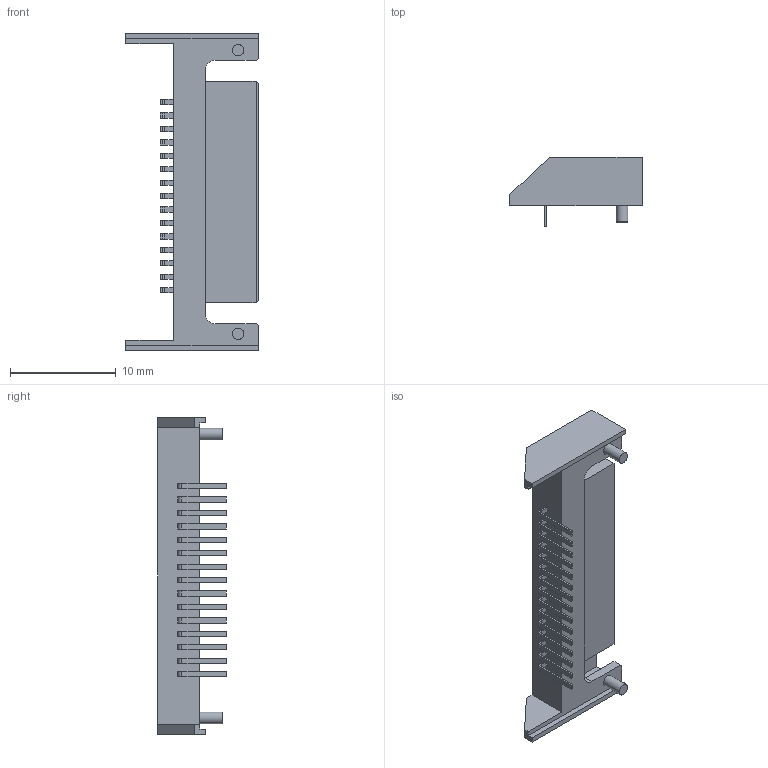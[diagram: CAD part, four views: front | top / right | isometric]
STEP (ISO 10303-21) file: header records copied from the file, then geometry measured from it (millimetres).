
FILE_DESCRIPTION(/* description */ (''),/* implementation_level */ '2;1');
FILE_NAME(/* name */ 'moddiy_15pin_sata_right_angle_header.step',/* time_stamp */ '2023-03-11T13:29:57-08:00',/* author */ (''),/* organization */ (''),/* preprocessor_version */ 'ST-DEVELOPER v19.2',/* originating_system */ 'Autodesk Translation Framework v11.17.0.187',/* authorisation */ '');
FILE_SCHEMA (('AUTOMOTIVE_DESIGN { 1 0 10303 214 3 1 1 }'));
Length unit declared in the file: millimetre
Products named in the file (2): moddiy_15pin_sata_right_angle_header; Connector
Assembly tree (1 placements, depth 2):
  moddiy_15pin_sata_right_angle_header
    Connector
Bounding box: 12.5 x 6.5 x 29.9 mm (x, y, z)
Volume: 600.5 mm3; surface area: 1048.6 mm2
Topology: 16 solids, 16 shells, 209 faces, 508 edges, 334 vertices
Faces by surface type: plane 173, cylinder 36
Full cylindrical faces by diameter (mm): 1.1 x2
Entity records: 6094 total; most frequent: CARTESIAN_POINT 1054, ORIENTED_EDGE 1016, DIRECTION 1004, EDGE_CURVE 508, LINE 436, VECTOR 436, VERTEX_POINT 334, AXIS2_PLACEMENT_3D 284
